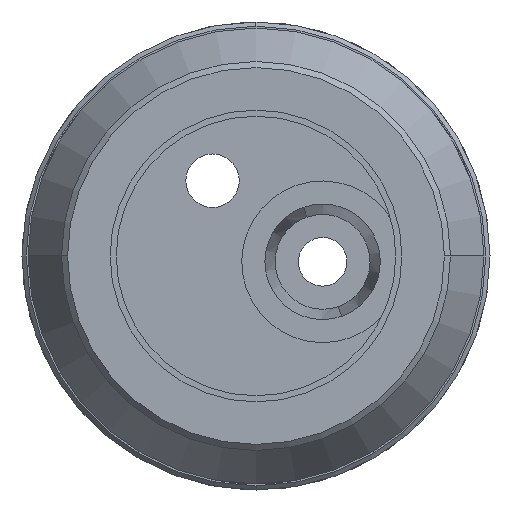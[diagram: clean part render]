
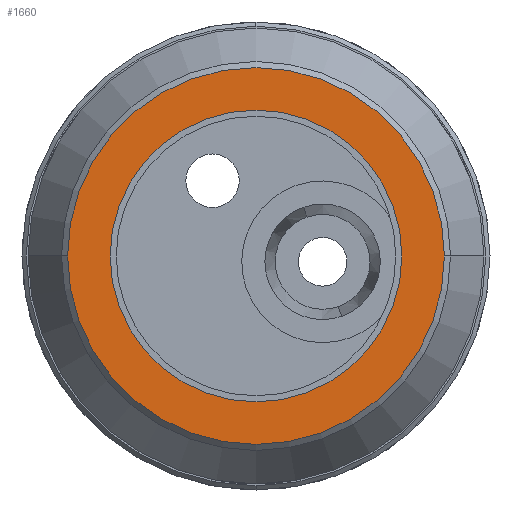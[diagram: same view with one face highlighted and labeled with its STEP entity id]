
A CAD part, front view. The second image highlights one B-rep face of the part: STEP entity #1660.
In plain terms, the highlighted planar face has unit normal (0, -1, 0).
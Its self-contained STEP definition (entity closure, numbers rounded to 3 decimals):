
#1660 = ADVANCED_FACE ( 'NONE', ( #3272, #3260 ), #3261, .T. ) ;
#1661 = ORIENTED_EDGE ( 'NONE', *, *, #1748, .T. ) ;
#1664 = ORIENTED_EDGE ( 'NONE', *, *, #1674, .T. ) ;
#1674 = EDGE_CURVE ( 'NONE', #1755, #1756, #3155, .T. ) ;
#1675 = VERTEX_POINT ( 'NONE', #3251 ) ;
#1676 = VERTEX_POINT ( 'NONE', #3256 ) ;
#1683 = ORIENTED_EDGE ( 'NONE', *, *, #1687, .T. ) ;
#1684 = EDGE_LOOP ( 'NONE', ( #1661, #1806 ) ) ;
#1687 = EDGE_CURVE ( 'NONE', #1756, #1755, #3172, .T. ) ;
#1748 = EDGE_CURVE ( 'NONE', #1676, #1675, #3376, .T. ) ;
#1755 = VERTEX_POINT ( 'NONE', #3373 ) ;
#1756 = VERTEX_POINT ( 'NONE', #3370 ) ;
#1771 = EDGE_CURVE ( 'NONE', #1675, #1676, #3400, .T. ) ;
#1806 = ORIENTED_EDGE ( 'NONE', *, *, #1771, .T. ) ;
#1809 = EDGE_LOOP ( 'NONE', ( #1683, #1664 ) ) ;
#3150 = DIRECTION ( 'NONE',  ( -1., 0., 0. ) ) ;
#3151 = DIRECTION ( 'NONE',  ( 0., -1., 0. ) ) ;
#3152 = CARTESIAN_POINT ( 'NONE',  ( 0., -51.772, 16. ) ) ;
#3155 = CIRCLE ( 'NONE', #3169, 12. ) ;
#3169 = AXIS2_PLACEMENT_3D ( 'NONE', #3250, #3249, #3248 ) ;
#3172 = CIRCLE ( 'NONE', #3201, 12. ) ;
#3194 = DIRECTION ( 'NONE',  ( 1., 0., 0. ) ) ;
#3195 = DIRECTION ( 'NONE',  ( 0., 1., 0. ) ) ;
#3196 = CARTESIAN_POINT ( 'NONE',  ( 0., -51.772, 0. ) ) ;
#3201 = AXIS2_PLACEMENT_3D ( 'NONE', #3196, #3195, #3194 ) ;
#3248 = DIRECTION ( 'NONE',  ( 1., 0., 0. ) ) ;
#3249 = DIRECTION ( 'NONE',  ( 0., 1., 0. ) ) ;
#3250 = CARTESIAN_POINT ( 'NONE',  ( 0., -51.772, 0. ) ) ;
#3251 = CARTESIAN_POINT ( 'NONE',  ( -15.5, -51.772, 0. ) ) ;
#3256 = CARTESIAN_POINT ( 'NONE',  ( 15.5, -51.772, 0. ) ) ;
#3260 = FACE_BOUND ( 'NONE', #1809, .T. ) ;
#3261 = PLANE ( 'NONE',  #3271 ) ;
#3271 = AXIS2_PLACEMENT_3D ( 'NONE', #3152, #3151, #3150 ) ;
#3272 = FACE_OUTER_BOUND ( 'NONE', #1684, .T. ) ;
#3370 = CARTESIAN_POINT ( 'NONE',  ( 12., -51.772, 0. ) ) ;
#3373 = CARTESIAN_POINT ( 'NONE',  ( -12., -51.772, 0. ) ) ;
#3376 = CIRCLE ( 'NONE', #3422, 15.5 ) ;
#3400 = CIRCLE ( 'NONE', #3497, 15.5 ) ;
#3418 = DIRECTION ( 'NONE',  ( -1., 0., 0. ) ) ;
#3419 = DIRECTION ( 'NONE',  ( 0., -1., 0. ) ) ;
#3420 = CARTESIAN_POINT ( 'NONE',  ( 0., -51.772, 0. ) ) ;
#3422 = AXIS2_PLACEMENT_3D ( 'NONE', #3420, #3419, #3418 ) ;
#3494 = DIRECTION ( 'NONE',  ( -1., 0., 0. ) ) ;
#3495 = DIRECTION ( 'NONE',  ( 0., -1., 0. ) ) ;
#3496 = CARTESIAN_POINT ( 'NONE',  ( 0., -51.772, 0. ) ) ;
#3497 = AXIS2_PLACEMENT_3D ( 'NONE', #3496, #3495, #3494 ) ;
